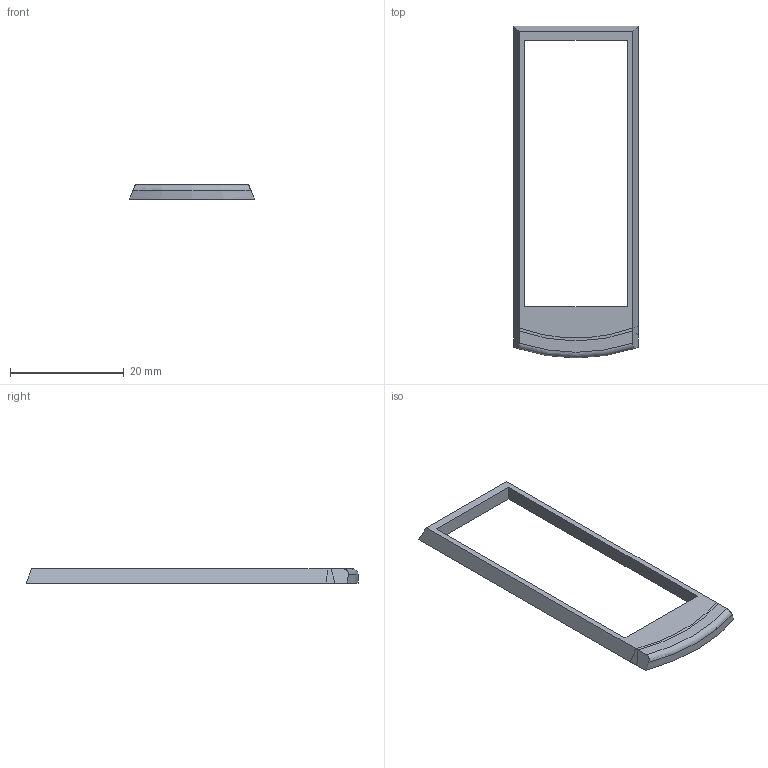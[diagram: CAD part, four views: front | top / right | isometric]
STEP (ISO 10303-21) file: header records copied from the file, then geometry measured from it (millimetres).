
FILE_DESCRIPTION(/* description */ (''),/* implementation_level */ '2;1');
FILE_NAME(/* name */ 'Opola_Lid_T v3.step',/* time_stamp */ '2024-01-24T14:46:33-05:00',/* author */ (''),/* organization */ (''),/* preprocessor_version */ 'ST-DEVELOPER v20',/* originating_system */ 'Autodesk Translation Framework v12.14.0.127',/* authorisation */ '');
FILE_SCHEMA (('AUTOMOTIVE_DESIGN { 1 0 10303 214 3 1 1 }'));
Length unit declared in the file: millimetre
Products named in the file (2): Opola_Lid_T; Opola_Lid
Assembly tree (1 placements, depth 2):
  Opola_Lid_T
    Opola_Lid
Bounding box: 22 x 58.5 x 2.5 mm (x, y, z)
Volume: 947.9 mm3; surface area: 1609.7 mm2
Topology: 2 solids, 2 shells, 17 faces, 39 edges, 26 vertices
Faces by surface type: plane 13, cylinder 2, cone 1, torus 1
Entity records: 554 total; most frequent: CARTESIAN_POINT 107, DIRECTION 86, ORIENTED_EDGE 78, EDGE_CURVE 39, AXIS2_PLACEMENT_3D 31, VERTEX_POINT 26, LINE 24, VECTOR 24
